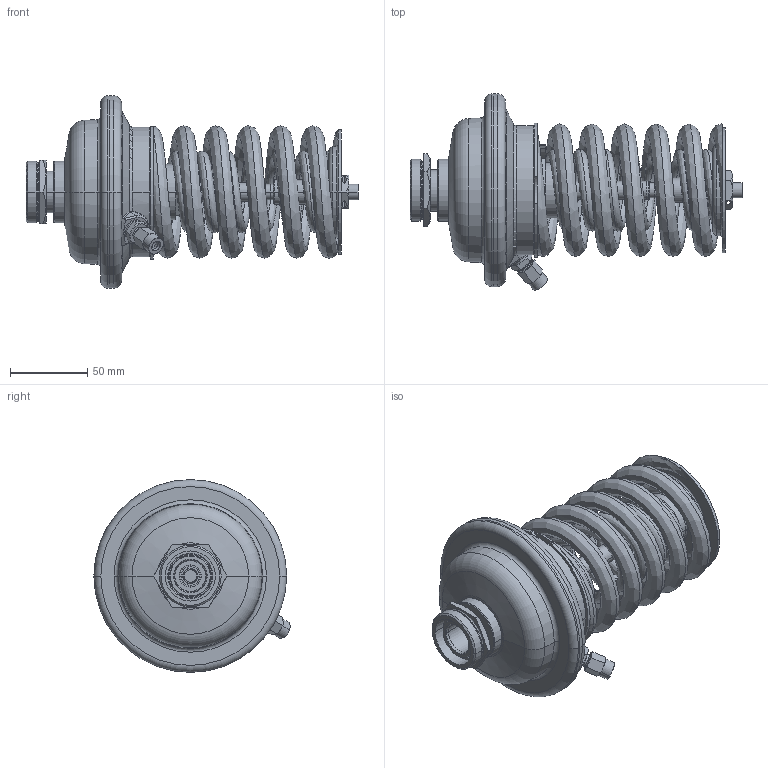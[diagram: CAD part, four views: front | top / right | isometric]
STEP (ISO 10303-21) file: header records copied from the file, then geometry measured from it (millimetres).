
FILE_DESCRIPTION((''),'2;1');
FILE_NAME('003H6848_ASM','2015-04-10T',('u317927'),('Danfoss'),'PRO/ENGINEER BY PARAMETRIC TECHNOLOGY CORPORATION, 2014000','PRO/ENGINEER BY PARAMETRIC TECHNOLOGY CORPORATION, 2014000','');
FILE_SCHEMA(('CONFIG_CONTROL_DESIGN'));
Length unit declared in the file: millimetre
Products named in the file (15): 8883810; 100001589ZI02; 100001729ZI00; 88810790_ZAVIHAN; 8883884; 8883849; FEDER-SCHWARZ; 8881075; FEDER-GRUEN; 8881100; 8881085; 88810710; SERTO3; SERTO-1_ASM; 003H6848_ASM
Assembly tree (14 placements, depth 3):
  003H6848_ASM
    8883810
    100001589ZI02
    100001729ZI00
    88810790_ZAVIHAN
    8883884
    8883849
    FEDER-SCHWARZ
    8881075
    FEDER-GRUEN
    8881100
    8881085
    SERTO-1_ASM
      88810710
      SERTO3
Bounding box: 215.4 x 127.3 x 125.09 mm (x, y, z)
Volume: 455160.7 mm3; surface area: 216951.6 mm2
Topology: 13 solids, 19 shells, 816 faces, 1913 edges, 1168 vertices
Faces by surface type: plane 312, cone 181, cylinder 170, torus 128, bspline 22, sphere 3
Entity records: 30440 total; most frequent: CARTESIAN_POINT 11571, DIRECTION 4026, ORIENTED_EDGE 3806, EDGE_CURVE 1913, AXIS2_PLACEMENT_3D 1660, VERTEX_POINT 1168, EDGE_LOOP 883, CIRCLE 829
